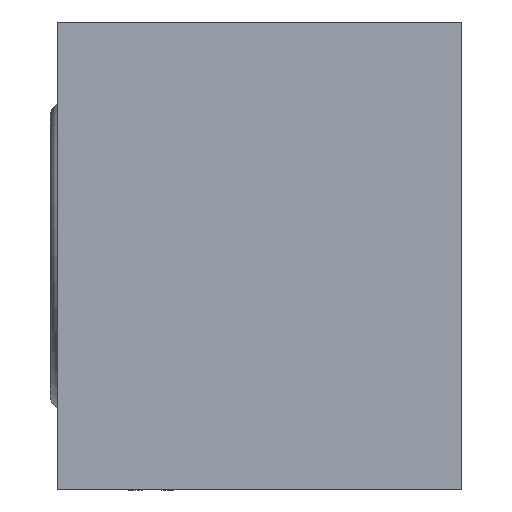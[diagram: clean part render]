
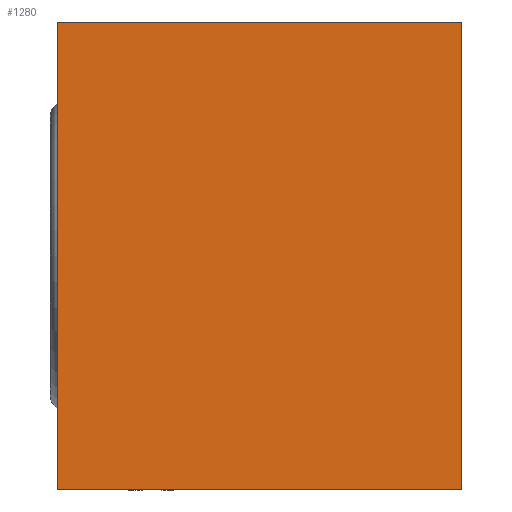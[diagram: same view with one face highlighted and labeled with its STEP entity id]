
A CAD part, front view. The second image highlights one B-rep face of the part: STEP entity #1280.
In plain terms, the highlighted planar face has unit normal (0, -1, 0).
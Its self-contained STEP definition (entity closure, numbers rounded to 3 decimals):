
#115=LINE('',#2504,#193);
#128=LINE('',#2663,#206);
#131=LINE('',#2679,#209);
#132=LINE('',#2681,#210);
#193=VECTOR('',#2151,1000.);
#206=VECTOR('',#2186,1000.);
#209=VECTOR('',#2201,1000.);
#210=VECTOR('',#2202,1000.);
#310=ORIENTED_EDGE('',*,*,#629,.T.);
#311=ORIENTED_EDGE('',*,*,#637,.T.);
#312=ORIENTED_EDGE('',*,*,#638,.F.);
#313=ORIENTED_EDGE('',*,*,#603,.F.);
#603=EDGE_CURVE('',#997,#998,#115,.T.);
#629=EDGE_CURVE('',#997,#1023,#128,.T.);
#637=EDGE_CURVE('',#1023,#1030,#131,.T.);
#638=EDGE_CURVE('',#998,#1030,#132,.T.);
#817=EDGE_LOOP('',(#310,#311,#312,#313));
#941=PLANE('',#2027);
#997=VERTEX_POINT('',#2503);
#998=VERTEX_POINT('',#2505);
#1023=VERTEX_POINT('',#2664);
#1030=VERTEX_POINT('',#2680);
#1143=FACE_BOUND('',#817,.T.);
#1280=ADVANCED_FACE('',(#1143),#941,.T.);
#2027=AXIS2_PLACEMENT_3D('',#2678,#2199,#2200);
#2151=DIRECTION('',(1.,0.,0.));
#2186=DIRECTION('',(0.,0.,-1.));
#2199=DIRECTION('',(0.,-1.,0.));
#2200=DIRECTION('',(0.,0.,-1.));
#2201=DIRECTION('',(1.,0.,0.));
#2202=DIRECTION('',(0.,0.,-1.));
#2503=CARTESIAN_POINT('',(0.125,-46.,-26.));
#2504=CARTESIAN_POINT('',(0.125,-46.,-26.));
#2505=CARTESIAN_POINT('',(30.375,-46.,-26.));
#2663=CARTESIAN_POINT('',(0.125,-46.,-26.));
#2664=CARTESIAN_POINT('',(0.125,-46.,-61.));
#2678=CARTESIAN_POINT('',(0.125,-46.,-26.));
#2679=CARTESIAN_POINT('',(0.125,-46.,-61.));
#2680=CARTESIAN_POINT('',(30.375,-46.,-61.));
#2681=CARTESIAN_POINT('',(30.375,-46.,-26.));
